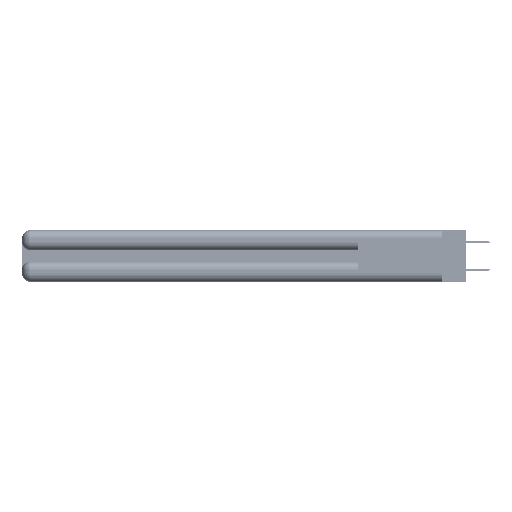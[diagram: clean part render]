
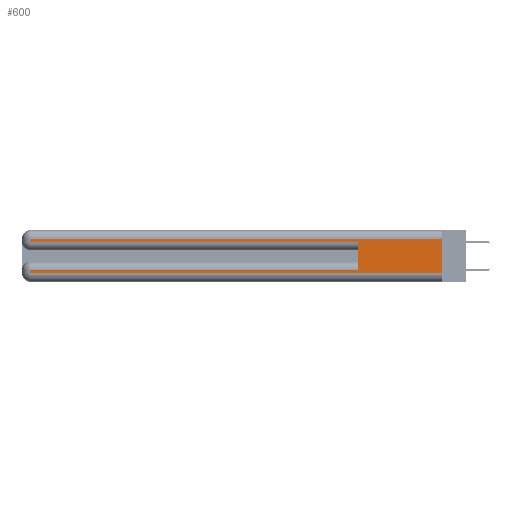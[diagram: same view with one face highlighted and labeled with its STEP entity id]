
A CAD part, left-side view. The second image highlights one B-rep face of the part: STEP entity #600.
In plain terms, the highlighted planar face has unit normal (-1, 0, 0).
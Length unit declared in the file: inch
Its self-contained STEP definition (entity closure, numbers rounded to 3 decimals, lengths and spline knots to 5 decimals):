
#81 = CARTESIAN_POINT ( 'NONE',  ( 0., 0.6, 0.085 ) ) ;
#503 = EDGE_CURVE ( 'NONE', #53713, #24802, #10643, .T. ) ;
#600 = ADVANCED_FACE ( 'NONE', ( #26262 ), #29161, .F. ) ;
#1231 = ORIENTED_EDGE ( 'NONE', *, *, #37505, .F. ) ;
#1306 = VERTEX_POINT ( 'NONE', #81 ) ;
#1470 = ORIENTED_EDGE ( 'NONE', *, *, #52076, .T. ) ;
#1835 = VECTOR ( 'NONE', #51165, 39.37008 ) ;
#2188 = VECTOR ( 'NONE', #50944, 39.37008 ) ;
#4685 = VECTOR ( 'NONE', #51639, 39.37008 ) ;
#4975 = CARTESIAN_POINT ( 'NONE',  ( 0., 0., 0.285 ) ) ;
#5010 = VERTEX_POINT ( 'NONE', #35293 ) ;
#5392 = ORIENTED_EDGE ( 'NONE', *, *, #39162, .T. ) ;
#5607 = ORIENTED_EDGE ( 'NONE', *, *, #37999, .T. ) ;
#6895 = LINE ( 'NONE', #45435, #52585 ) ;
#6998 = LINE ( 'NONE', #9908, #50076 ) ;
#7509 = CARTESIAN_POINT ( 'NONE',  ( 0., 2.94, 0.285 ) ) ;
#8366 = DIRECTION ( 'NONE',  ( 1., 0., 0. ) ) ;
#9193 = CARTESIAN_POINT ( 'NONE',  ( 0., 2.94, 0.37 ) ) ;
#9908 = CARTESIAN_POINT ( 'NONE',  ( 0., 0., 0.31 ) ) ;
#10643 = LINE ( 'NONE', #49433, #31520 ) ;
#10831 = CARTESIAN_POINT ( 'NONE',  ( 0., 2.94, 0.085 ) ) ;
#12894 = AXIS2_PLACEMENT_3D ( 'NONE', #33374, #8366, #37541 ) ;
#12983 = CARTESIAN_POINT ( 'NONE',  ( 0., 2.94, 0.06 ) ) ;
#14282 = DIRECTION ( 'NONE',  ( 0., 1., 0. ) ) ;
#16099 = DIRECTION ( 'NONE',  ( 0., 0., -1. ) ) ;
#18825 = EDGE_CURVE ( 'NONE', #1306, #53713, #25263, .T. ) ;
#19236 = VERTEX_POINT ( 'NONE', #43011 ) ;
#20509 = DIRECTION ( 'NONE',  ( 0., -1., 0. ) ) ;
#21771 = CARTESIAN_POINT ( 'NONE',  ( 0., 0.6, 0.285 ) ) ;
#23198 = CARTESIAN_POINT ( 'NONE',  ( 0., 0., 0.085 ) ) ;
#24439 = LINE ( 'NONE', #4975, #2188 ) ;
#24802 = VERTEX_POINT ( 'NONE', #12983 ) ;
#24857 = VERTEX_POINT ( 'NONE', #26073 ) ;
#25263 = LINE ( 'NONE', #23198, #47453 ) ;
#26073 = CARTESIAN_POINT ( 'NONE',  ( 0., 0., 0.31 ) ) ;
#26262 = FACE_OUTER_BOUND ( 'NONE', #44354, .T. ) ;
#26886 = LINE ( 'NONE', #35064, #4685 ) ;
#27339 = DIRECTION ( 'NONE',  ( 0., 1., 0. ) ) ;
#27549 = EDGE_CURVE ( 'NONE', #32863, #33107, #24439, .T. ) ;
#29161 = PLANE ( 'NONE',  #12894 ) ;
#31184 = VECTOR ( 'NONE', #38333, 39.37008 ) ;
#31520 = VECTOR ( 'NONE', #16099, 39.37008 ) ;
#32863 = VERTEX_POINT ( 'NONE', #7509 ) ;
#33107 = VERTEX_POINT ( 'NONE', #21771 ) ;
#33374 = CARTESIAN_POINT ( 'NONE',  ( 0., 0., 0.37 ) ) ;
#35064 = CARTESIAN_POINT ( 'NONE',  ( 0., 0.6, 0.145 ) ) ;
#35153 = LINE ( 'NONE', #47003, #1835 ) ;
#35293 = CARTESIAN_POINT ( 'NONE',  ( 0., 0., 0.06 ) ) ;
#35669 = ORIENTED_EDGE ( 'NONE', *, *, #36280, .F. ) ;
#36280 = EDGE_CURVE ( 'NONE', #1306, #33107, #26886, .T. ) ;
#37505 = EDGE_CURVE ( 'NONE', #24857, #5010, #35153, .T. ) ;
#37541 = DIRECTION ( 'NONE',  ( 0., 0., -1. ) ) ;
#37999 = EDGE_CURVE ( 'NONE', #19236, #32863, #52038, .T. ) ;
#38333 = DIRECTION ( 'NONE',  ( 0., 0., -1. ) ) ;
#39162 = EDGE_CURVE ( 'NONE', #24802, #5010, #6895, .T. ) ;
#42451 = ORIENTED_EDGE ( 'NONE', *, *, #27549, .T. ) ;
#43011 = CARTESIAN_POINT ( 'NONE',  ( 0., 2.94, 0.31 ) ) ;
#44354 = EDGE_LOOP ( 'NONE', ( #1231, #1470, #5607, #42451, #35669, #49802, #48659, #5392 ) ) ;
#45435 = CARTESIAN_POINT ( 'NONE',  ( 0., 0., 0.06 ) ) ;
#47003 = CARTESIAN_POINT ( 'NONE',  ( 0., 0., 0.37 ) ) ;
#47453 = VECTOR ( 'NONE', #27339, 39.37008 ) ;
#48659 = ORIENTED_EDGE ( 'NONE', *, *, #503, .T. ) ;
#49433 = CARTESIAN_POINT ( 'NONE',  ( 0., 2.94, 0.37 ) ) ;
#49802 = ORIENTED_EDGE ( 'NONE', *, *, #18825, .T. ) ;
#50076 = VECTOR ( 'NONE', #14282, 39.37008 ) ;
#50944 = DIRECTION ( 'NONE',  ( 0., -1., 0. ) ) ;
#51165 = DIRECTION ( 'NONE',  ( 0., 0., -1. ) ) ;
#51639 = DIRECTION ( 'NONE',  ( 0., 0., 1. ) ) ;
#52038 = LINE ( 'NONE', #9193, #31184 ) ;
#52076 = EDGE_CURVE ( 'NONE', #24857, #19236, #6998, .T. ) ;
#52585 = VECTOR ( 'NONE', #20509, 39.37008 ) ;
#53713 = VERTEX_POINT ( 'NONE', #10831 ) ;
